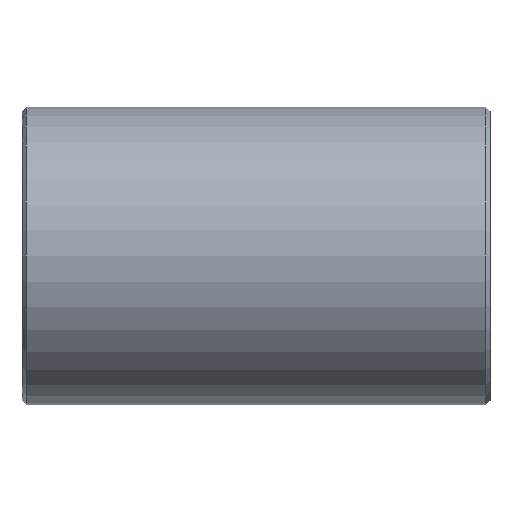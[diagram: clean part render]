
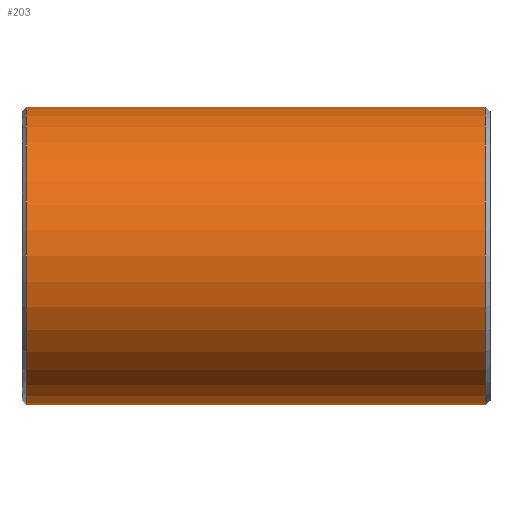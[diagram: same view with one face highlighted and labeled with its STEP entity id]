
A CAD part, front view. The second image highlights one B-rep face of the part: STEP entity #203.
In plain terms, the highlighted cylindrical face has radius 177.8 mm (diameter 355.6 mm), a partial arc.
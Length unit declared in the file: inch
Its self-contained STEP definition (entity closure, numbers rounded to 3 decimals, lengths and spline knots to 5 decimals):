
#19 = AXIS2_PLACEMENT_3D ( 'NONE', #74, #437, #165 ) ;
#24 = AXIS2_PLACEMENT_3D ( 'NONE', #231, #277, #358 ) ;
#33 = DIRECTION ( 'NONE',  ( 0., 0., 1. ) ) ;
#40 = VERTEX_POINT ( 'NONE', #434 ) ;
#56 = LINE ( 'NONE', #245, #492 ) ;
#74 = CARTESIAN_POINT ( 'NONE',  ( 10.802, 0., 0. ) ) ;
#99 = CARTESIAN_POINT ( 'NONE',  ( 11., 0., 0. ) ) ;
#106 = ORIENTED_EDGE ( 'NONE', *, *, #111, .T. ) ;
#111 = EDGE_CURVE ( 'NONE', #469, #412, #151, .T. ) ;
#151 = CIRCLE ( 'NONE', #24, 7. ) ;
#165 = DIRECTION ( 'NONE',  ( 0., 0., -1. ) ) ;
#196 = VERTEX_POINT ( 'NONE', #269 ) ;
#199 = ORIENTED_EDGE ( 'NONE', *, *, #270, .F. ) ;
#203 = ADVANCED_FACE ( 'NONE', ( #418 ), #500, .T. ) ;
#205 = LINE ( 'NONE', #393, #425 ) ;
#209 = ORIENTED_EDGE ( 'NONE', *, *, #576, .T. ) ;
#212 = CARTESIAN_POINT ( 'NONE',  ( 0., 0., 7. ) ) ;
#231 = CARTESIAN_POINT ( 'NONE',  ( -10.802, 0., 0. ) ) ;
#235 = VERTEX_POINT ( 'NONE', #592 ) ;
#245 = CARTESIAN_POINT ( 'NONE',  ( 11., 0., 7. ) ) ;
#269 = CARTESIAN_POINT ( 'NONE',  ( 10.802, 0., 7. ) ) ;
#270 = EDGE_CURVE ( 'NONE', #235, #412, #585, .T. ) ;
#277 = DIRECTION ( 'NONE',  ( 1., 0., 0. ) ) ;
#294 = CARTESIAN_POINT ( 'NONE',  ( 11., 0., 7. ) ) ;
#301 = LINE ( 'NONE', #294, #522 ) ;
#333 = CARTESIAN_POINT ( 'NONE',  ( -10.802, 0., -7. ) ) ;
#353 = DIRECTION ( 'NONE',  ( -1., 0., 0. ) ) ;
#358 = DIRECTION ( 'NONE',  ( 0., 0., 1. ) ) ;
#364 = DIRECTION ( 'NONE',  ( -1., 0., 0. ) ) ;
#370 = EDGE_CURVE ( 'NONE', #531, #469, #301, .T. ) ;
#384 = ORIENTED_EDGE ( 'NONE', *, *, #470, .T. ) ;
#393 = CARTESIAN_POINT ( 'NONE',  ( 11., 0., -7. ) ) ;
#410 = VECTOR ( 'NONE', #364, 39.37008 ) ;
#412 = VERTEX_POINT ( 'NONE', #333 ) ;
#418 = FACE_OUTER_BOUND ( 'NONE', #577, .T. ) ;
#425 = VECTOR ( 'NONE', #353, 39.37008 ) ;
#431 = ORIENTED_EDGE ( 'NONE', *, *, #370, .T. ) ;
#434 = CARTESIAN_POINT ( 'NONE',  ( 10.802, 0., -7. ) ) ;
#437 = DIRECTION ( 'NONE',  ( -1., 0., 0. ) ) ;
#446 = DIRECTION ( 'NONE',  ( -1., 0., 0. ) ) ;
#468 = CARTESIAN_POINT ( 'NONE',  ( -10.802, 0., 7. ) ) ;
#469 = VERTEX_POINT ( 'NONE', #468 ) ;
#470 = EDGE_CURVE ( 'NONE', #196, #531, #56, .T. ) ;
#474 = ORIENTED_EDGE ( 'NONE', *, *, #542, .F. ) ;
#479 = DIRECTION ( 'NONE',  ( -1., 0., 0. ) ) ;
#492 = VECTOR ( 'NONE', #562, 39.37008 ) ;
#500 = CYLINDRICAL_SURFACE ( 'NONE', #517, 7. ) ;
#513 = CIRCLE ( 'NONE', #19, 7. ) ;
#517 = AXIS2_PLACEMENT_3D ( 'NONE', #99, #446, #33 ) ;
#522 = VECTOR ( 'NONE', #479, 39.37008 ) ;
#531 = VERTEX_POINT ( 'NONE', #212 ) ;
#542 = EDGE_CURVE ( 'NONE', #40, #235, #205, .T. ) ;
#551 = CARTESIAN_POINT ( 'NONE',  ( 11., 0., -7. ) ) ;
#562 = DIRECTION ( 'NONE',  ( -1., 0., 0. ) ) ;
#576 = EDGE_CURVE ( 'NONE', #40, #196, #513, .T. ) ;
#577 = EDGE_LOOP ( 'NONE', ( #474, #209, #384, #431, #106, #199 ) ) ;
#585 = LINE ( 'NONE', #551, #410 ) ;
#592 = CARTESIAN_POINT ( 'NONE',  ( 0., 0., -7. ) ) ;
